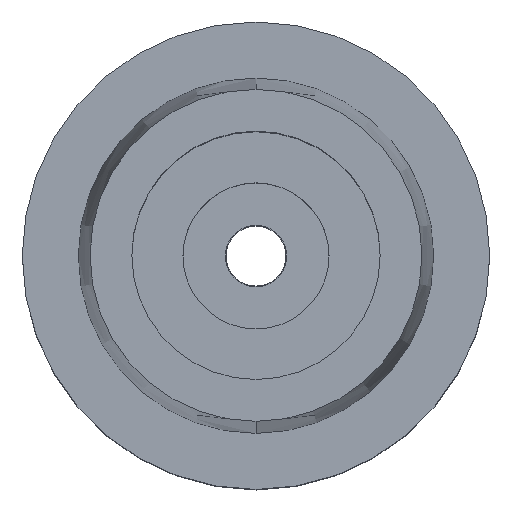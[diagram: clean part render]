
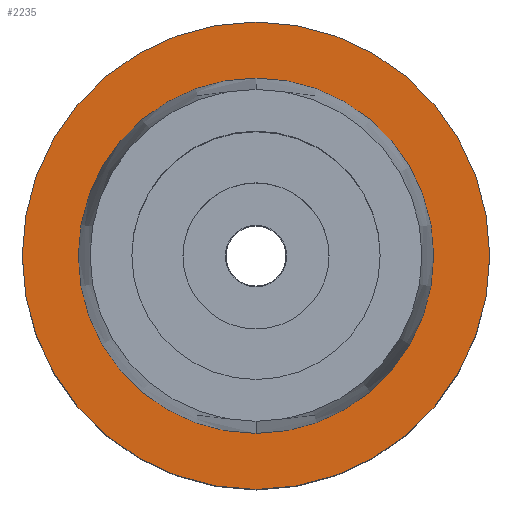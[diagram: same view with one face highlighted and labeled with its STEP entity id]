
A CAD part, top view. The second image highlights one B-rep face of the part: STEP entity #2235.
In plain terms, the highlighted planar face has unit normal (0, 0, 1).
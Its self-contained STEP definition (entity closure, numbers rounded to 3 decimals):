
#19 = ORIENTED_EDGE ( 'NONE', *, *, #1860, .F. ) ;
#171 = VERTEX_POINT ( 'NONE', #631 ) ;
#244 = PLANE ( 'NONE',  #1328 ) ;
#328 = DIRECTION ( 'NONE',  ( 0., 0., -1. ) ) ;
#398 = DIRECTION ( 'NONE',  ( 0., 1., 0. ) ) ;
#408 = DIRECTION ( 'NONE',  ( 0., 0., 1. ) ) ;
#422 = CARTESIAN_POINT ( 'NONE',  ( 0., 0., 0. ) ) ;
#453 = EDGE_LOOP ( 'NONE', ( #19, #678 ) ) ;
#458 = AXIS2_PLACEMENT_3D ( 'NONE', #2334, #1548, #1296 ) ;
#630 = VERTEX_POINT ( 'NONE', #688 ) ;
#631 = CARTESIAN_POINT ( 'NONE',  ( 0., -16., 0. ) ) ;
#646 = EDGE_CURVE ( 'NONE', #2296, #630, #1227, .T. ) ;
#678 = ORIENTED_EDGE ( 'NONE', *, *, #1440, .F. ) ;
#688 = CARTESIAN_POINT ( 'NONE',  ( 0., 12.16, 0. ) ) ;
#991 = CIRCLE ( 'NONE', #1825, 12.16 ) ;
#1006 = CARTESIAN_POINT ( 'NONE',  ( 0., 16., 0. ) ) ;
#1024 = ORIENTED_EDGE ( 'NONE', *, *, #2113, .F. ) ;
#1025 = CIRCLE ( 'NONE', #458, 16. ) ;
#1046 = DIRECTION ( 'NONE',  ( 0., 0., 1. ) ) ;
#1227 = CIRCLE ( 'NONE', #1419, 12.16 ) ;
#1232 = FACE_BOUND ( 'NONE', #1561, .T. ) ;
#1296 = DIRECTION ( 'NONE',  ( 0., 1., 0. ) ) ;
#1328 = AXIS2_PLACEMENT_3D ( 'NONE', #2275, #2079, #1888 ) ;
#1419 = AXIS2_PLACEMENT_3D ( 'NONE', #422, #1046, #1678 ) ;
#1440 = EDGE_CURVE ( 'NONE', #171, #2061, #2115, .T. ) ;
#1479 = CARTESIAN_POINT ( 'NONE',  ( 0., 0., 0. ) ) ;
#1548 = DIRECTION ( 'NONE',  ( 0., 0., -1. ) ) ;
#1561 = EDGE_LOOP ( 'NONE', ( #1024, #2191 ) ) ;
#1576 = CARTESIAN_POINT ( 'NONE',  ( 0., 0., 0. ) ) ;
#1678 = DIRECTION ( 'NONE',  ( 0., -1., 0. ) ) ;
#1825 = AXIS2_PLACEMENT_3D ( 'NONE', #1479, #408, #398 ) ;
#1860 = EDGE_CURVE ( 'NONE', #2061, #171, #1025, .T. ) ;
#1888 = DIRECTION ( 'NONE',  ( 1., 0., 0. ) ) ;
#2036 = AXIS2_PLACEMENT_3D ( 'NONE', #1576, #328, #2188 ) ;
#2061 = VERTEX_POINT ( 'NONE', #1006 ) ;
#2079 = DIRECTION ( 'NONE',  ( 0., 0., 1. ) ) ;
#2113 = EDGE_CURVE ( 'NONE', #630, #2296, #991, .T. ) ;
#2115 = CIRCLE ( 'NONE', #2036, 16. ) ;
#2119 = FACE_OUTER_BOUND ( 'NONE', #453, .T. ) ;
#2188 = DIRECTION ( 'NONE',  ( 0., -1., 0. ) ) ;
#2191 = ORIENTED_EDGE ( 'NONE', *, *, #646, .F. ) ;
#2235 = ADVANCED_FACE ( 'NONE', ( #2119, #1232 ), #244, .T. ) ;
#2275 = CARTESIAN_POINT ( 'NONE',  ( 0., 0., 0. ) ) ;
#2296 = VERTEX_POINT ( 'NONE', #2571 ) ;
#2334 = CARTESIAN_POINT ( 'NONE',  ( 0., 0., 0. ) ) ;
#2571 = CARTESIAN_POINT ( 'NONE',  ( 0., -12.16, 0. ) ) ;
